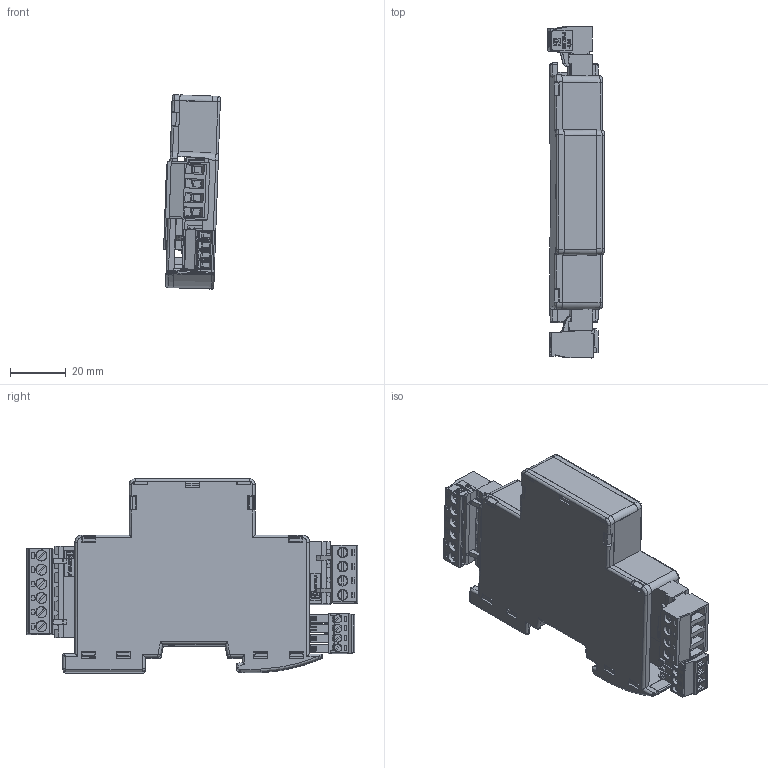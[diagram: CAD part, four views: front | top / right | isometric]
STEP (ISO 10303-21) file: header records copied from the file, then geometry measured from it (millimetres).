
FILE_DESCRIPTION(('FreeCAD Model'),'2;1');
FILE_NAME('Open CASCADE Shape Model','2025-06-05T15:12:35',(''),(''), 'Open CASCADE STEP processor 7.8','FreeCAD','Unknown');
FILE_SCHEMA(('AUTOMOTIVE_DESIGN { 1 0 10303 214 1 1 1 1 }'));
Length unit declared in the file: millimetre
Products named in the file (114): NONE013; NONE001; NONE; Board; TP4; U005; U3; U004; J1; HDR-SMD_10P-P2.00-H-M-W6.0-N; NONE003; NONE002; Board001; J4; BAT-SMD_C238096; J27; 2023_01_30_07_38_58_0422; 2023_01_30_07_38_58_0409; 2023_01_30_07_38_58_0410; 2023_01_30_07_38_58_0411; 2023_01_30_07_38_58_0412; 2023_01_30_07_38_58_0413; 2023_01_30_07_38_58_0414; 2023_01_30_07_38_58_0415; 2023_01_30_07_38_58_0416; 2023_01_30_07_38_58_0417; 2023_01_30_07_38_58_0418; 2023_01_30_07_38_58_0419; 2023_01_30_07_38_58_0420; 2023_01_30_07_38_58_0421; J2; Assem1; 6913405000xx_CAGE; 6913405000xx_PIN; 6913405000xx_VISSE; 691340500004_CAPOT; SOLID; J7; 2023_03_29_10_28_26_0217; 2023_03_29_10_28_26_0198 ...
Assembly tree (122 placements, depth 8):
  NONE013
    NONE001
      NONE
        Board
        TP4
        U005
          U3
          U004
        J1
          HDR-SMD_10P-P2.00-H-M-W6.0-N
    NONE003
      NONE002
        Board001
        J4
          BAT-SMD_C238096
        J27
          2023_01_30_07_38_58_0422
            2023_01_30_07_38_58_0409
            2023_01_30_07_38_58_0410
            2023_01_30_07_38_58_0411
            2023_01_30_07_38_58_0412
            2023_01_30_07_38_58_0413
            2023_01_30_07_38_58_0414
            2023_01_30_07_38_58_0415
            2023_01_30_07_38_58_0416
            2023_01_30_07_38_58_0417
            2023_01_30_07_38_58_0418
            2023_01_30_07_38_58_0419
            2023_01_30_07_38_58_0420
            2023_01_30_07_38_58_0421
        J2
          Assem1
            6913405000xx_CAGE  x4
            6913405000xx_PIN  x4
            6913405000xx_VISSE  x4
            691340500004_CAPOT
            SOLID
        J7
          2023_03_29_10_28_26_0217
            2023_03_29_10_28_26_0198
            2023_03_29_10_28_26_0199
            2023_03_29_10_28_26_0200
            2023_03_29_10_28_26_0201
            2023_03_29_10_28_26_0202
            2023_03_29_10_28_26_0203
            2023_03_29_10_28_26_0204
            2023_03_29_10_28_26_0205
            2023_03_29_10_28_26_0206
            2023_03_29_10_28_26_0207
            2023_03_29_10_28_26_0208
            2023_03_29_10_28_26_0209
            2023_03_29_10_28_26_0210
            2023_03_29_10_28_26_0211
            2023_03_29_10_28_26_0212
            2023_03_29_10_28_26_0213
            2023_03_29_10_28_26_0214
            2023_03_29_10_28_26_0215
            2023_03_29_10_28_26_0216
        J10
          pinstrip_F_10_p200
Bounding box: 20.35 x 118.93 x 69.66 mm (x, y, z)
Volume: 28124.4 mm3; surface area: 61546.3 mm2
Topology: 76 solids, 91 shells, 6992 faces, 19124 edges, 12466 vertices
Faces by surface type: plane 5297, cylinder 1155, bspline 439, cone 44, torus 33, sphere 24
Full cylindrical faces by diameter (mm): 0.296 x1, 0.38 x3, 0.511 x5, 0.561 x8, 0.711 x6, 0.761 x1, 0.773 x2, 0.811 x16, 1.011 x14, 1.18 x4, 1.2 x7, 1.411 x10, 1.5 x10, 1.53 x12, 2 x8, 2.15 x3, 2.5 x4, 2.8 x4, 2.9 x7, 2.95 x4, 3 x28, 3.75 x4, 3.8 x4, 3.821 x6, 4 x6
Entity records: 258723 total; most frequent: CARTESIAN_POINT 82780, ORIENTED_EDGE 36023, DIRECTION 30642, EDGE_CURVE 18072, LINE 14426, VECTOR 14426, VERTEX_POINT 11808, AXIS2_PLACEMENT_3D 8108
